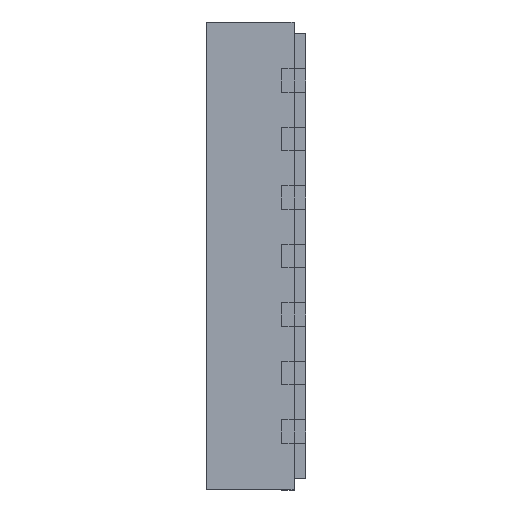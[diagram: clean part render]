
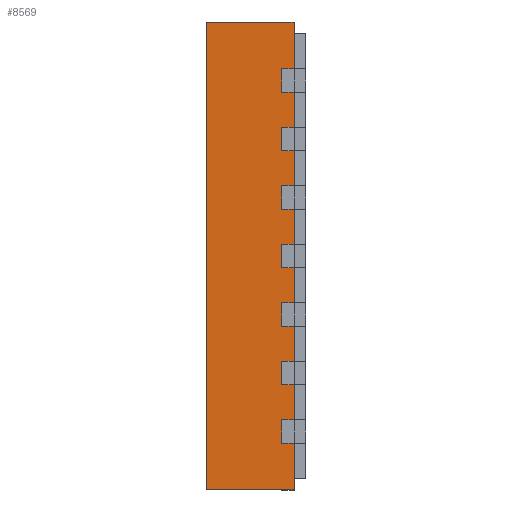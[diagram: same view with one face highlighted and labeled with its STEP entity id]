
A CAD part, left-side view. The second image highlights one B-rep face of the part: STEP entity #8569.
In plain terms, the highlighted planar face has unit normal (-1, 0, 0).
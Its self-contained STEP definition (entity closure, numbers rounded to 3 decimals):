
#1300=ORIENTED_EDGE('',*,*,#2860,.F.);
#1301=ORIENTED_EDGE('',*,*,#2861,.F.);
#1302=ORIENTED_EDGE('',*,*,#2862,.F.);
#1303=ORIENTED_EDGE('',*,*,#2845,.T.);
#1304=ORIENTED_EDGE('',*,*,#2863,.F.);
#1305=ORIENTED_EDGE('',*,*,#2864,.T.);
#1306=ORIENTED_EDGE('',*,*,#2865,.T.);
#1307=ORIENTED_EDGE('',*,*,#2866,.T.);
#1308=ORIENTED_EDGE('',*,*,#2867,.F.);
#1309=ORIENTED_EDGE('',*,*,#2868,.T.);
#1310=ORIENTED_EDGE('',*,*,#2869,.T.);
#1311=ORIENTED_EDGE('',*,*,#2870,.T.);
#1312=ORIENTED_EDGE('',*,*,#2871,.F.);
#1313=ORIENTED_EDGE('',*,*,#2872,.T.);
#1314=ORIENTED_EDGE('',*,*,#2873,.T.);
#1315=ORIENTED_EDGE('',*,*,#2874,.T.);
#1316=ORIENTED_EDGE('',*,*,#2875,.F.);
#1317=ORIENTED_EDGE('',*,*,#2876,.T.);
#1318=ORIENTED_EDGE('',*,*,#2877,.T.);
#1319=ORIENTED_EDGE('',*,*,#2878,.T.);
#1320=ORIENTED_EDGE('',*,*,#2879,.F.);
#1321=ORIENTED_EDGE('',*,*,#2880,.T.);
#1322=ORIENTED_EDGE('',*,*,#2881,.T.);
#1323=ORIENTED_EDGE('',*,*,#2882,.T.);
#1324=ORIENTED_EDGE('',*,*,#2883,.F.);
#1325=ORIENTED_EDGE('',*,*,#2884,.T.);
#1326=ORIENTED_EDGE('',*,*,#2885,.T.);
#1327=ORIENTED_EDGE('',*,*,#2886,.T.);
#1328=ORIENTED_EDGE('',*,*,#2887,.F.);
#1329=ORIENTED_EDGE('',*,*,#2888,.T.);
#1330=ORIENTED_EDGE('',*,*,#2889,.T.);
#1331=ORIENTED_EDGE('',*,*,#2890,.T.);
#2845=EDGE_CURVE('',#3710,#3708,#4483,.T.);
#2860=EDGE_CURVE('',#3724,#3725,#4498,.T.);
#2861=EDGE_CURVE('',#3726,#3724,#4499,.T.);
#2862=EDGE_CURVE('',#3710,#3726,#4500,.T.);
#2863=EDGE_CURVE('',#3727,#3708,#4501,.T.);
#2864=EDGE_CURVE('',#3727,#3728,#4502,.T.);
#2865=EDGE_CURVE('',#3728,#3729,#4503,.T.);
#2866=EDGE_CURVE('',#3729,#3730,#4504,.T.);
#2867=EDGE_CURVE('',#3731,#3730,#4505,.T.);
#2868=EDGE_CURVE('',#3731,#3732,#4506,.T.);
#2869=EDGE_CURVE('',#3732,#3733,#4507,.T.);
#2870=EDGE_CURVE('',#3733,#3734,#4508,.T.);
#2871=EDGE_CURVE('',#3735,#3734,#4509,.T.);
#2872=EDGE_CURVE('',#3735,#3736,#4510,.T.);
#2873=EDGE_CURVE('',#3736,#3737,#4511,.T.);
#2874=EDGE_CURVE('',#3737,#3738,#4512,.T.);
#2875=EDGE_CURVE('',#3739,#3738,#4513,.T.);
#2876=EDGE_CURVE('',#3739,#3740,#4514,.T.);
#2877=EDGE_CURVE('',#3740,#3741,#4515,.T.);
#2878=EDGE_CURVE('',#3741,#3742,#4516,.T.);
#2879=EDGE_CURVE('',#3743,#3742,#4517,.T.);
#2880=EDGE_CURVE('',#3743,#3744,#4518,.T.);
#2881=EDGE_CURVE('',#3744,#3745,#4519,.T.);
#2882=EDGE_CURVE('',#3745,#3746,#4520,.T.);
#2883=EDGE_CURVE('',#3747,#3746,#4521,.T.);
#2884=EDGE_CURVE('',#3747,#3748,#4522,.T.);
#2885=EDGE_CURVE('',#3748,#3749,#4523,.T.);
#2886=EDGE_CURVE('',#3749,#3750,#4524,.T.);
#2887=EDGE_CURVE('',#3751,#3750,#4525,.T.);
#2888=EDGE_CURVE('',#3751,#3752,#4526,.T.);
#2889=EDGE_CURVE('',#3752,#3753,#4527,.T.);
#2890=EDGE_CURVE('',#3753,#3725,#4528,.T.);
#3708=VERTEX_POINT('',#12383);
#3710=VERTEX_POINT('',#12386);
#3724=VERTEX_POINT('',#12416);
#3725=VERTEX_POINT('',#12417);
#3726=VERTEX_POINT('',#12419);
#3727=VERTEX_POINT('',#12422);
#3728=VERTEX_POINT('',#12424);
#3729=VERTEX_POINT('',#12426);
#3730=VERTEX_POINT('',#12428);
#3731=VERTEX_POINT('',#12430);
#3732=VERTEX_POINT('',#12432);
#3733=VERTEX_POINT('',#12434);
#3734=VERTEX_POINT('',#12436);
#3735=VERTEX_POINT('',#12438);
#3736=VERTEX_POINT('',#12440);
#3737=VERTEX_POINT('',#12442);
#3738=VERTEX_POINT('',#12444);
#3739=VERTEX_POINT('',#12446);
#3740=VERTEX_POINT('',#12448);
#3741=VERTEX_POINT('',#12450);
#3742=VERTEX_POINT('',#12452);
#3743=VERTEX_POINT('',#12454);
#3744=VERTEX_POINT('',#12456);
#3745=VERTEX_POINT('',#12458);
#3746=VERTEX_POINT('',#12460);
#3747=VERTEX_POINT('',#12462);
#3748=VERTEX_POINT('',#12464);
#3749=VERTEX_POINT('',#12466);
#3750=VERTEX_POINT('',#12468);
#3751=VERTEX_POINT('',#12470);
#3752=VERTEX_POINT('',#12472);
#3753=VERTEX_POINT('',#12474);
#4483=LINE('',#12385,#5351);
#4498=LINE('',#12415,#5366);
#4499=LINE('',#12418,#5367);
#4500=LINE('',#12420,#5368);
#4501=LINE('',#12421,#5369);
#4502=LINE('',#12423,#5370);
#4503=LINE('',#12425,#5371);
#4504=LINE('',#12427,#5372);
#4505=LINE('',#12429,#5373);
#4506=LINE('',#12431,#5374);
#4507=LINE('',#12433,#5375);
#4508=LINE('',#12435,#5376);
#4509=LINE('',#12437,#5377);
#4510=LINE('',#12439,#5378);
#4511=LINE('',#12441,#5379);
#4512=LINE('',#12443,#5380);
#4513=LINE('',#12445,#5381);
#4514=LINE('',#12447,#5382);
#4515=LINE('',#12449,#5383);
#4516=LINE('',#12451,#5384);
#4517=LINE('',#12453,#5385);
#4518=LINE('',#12455,#5386);
#4519=LINE('',#12457,#5387);
#4520=LINE('',#12459,#5388);
#4521=LINE('',#12461,#5389);
#4522=LINE('',#12463,#5390);
#4523=LINE('',#12465,#5391);
#4524=LINE('',#12467,#5392);
#4525=LINE('',#12469,#5393);
#4526=LINE('',#12471,#5394);
#4527=LINE('',#12473,#5395);
#4528=LINE('',#12475,#5396);
#5351=VECTOR('',#10364,1000.);
#5366=VECTOR('',#10381,1000.);
#5367=VECTOR('',#10382,1000.);
#5368=VECTOR('',#10383,1000.);
#5369=VECTOR('',#10384,1000.);
#5370=VECTOR('',#10385,1000.);
#5371=VECTOR('',#10386,1000.);
#5372=VECTOR('',#10387,1000.);
#5373=VECTOR('',#10388,1000.);
#5374=VECTOR('',#10389,1000.);
#5375=VECTOR('',#10390,1000.);
#5376=VECTOR('',#10391,1000.);
#5377=VECTOR('',#10392,1000.);
#5378=VECTOR('',#10393,1000.);
#5379=VECTOR('',#10394,1000.);
#5380=VECTOR('',#10395,1000.);
#5381=VECTOR('',#10396,1000.);
#5382=VECTOR('',#10397,1000.);
#5383=VECTOR('',#10398,1000.);
#5384=VECTOR('',#10399,1000.);
#5385=VECTOR('',#10400,1000.);
#5386=VECTOR('',#10401,1000.);
#5387=VECTOR('',#10402,1000.);
#5388=VECTOR('',#10403,1000.);
#5389=VECTOR('',#10404,1000.);
#5390=VECTOR('',#10405,1000.);
#5391=VECTOR('',#10406,1000.);
#5392=VECTOR('',#10407,1000.);
#5393=VECTOR('',#10408,1000.);
#5394=VECTOR('',#10409,1000.);
#5395=VECTOR('',#10410,1000.);
#5396=VECTOR('',#10411,1000.);
#6007=EDGE_LOOP('',(#1300,#1301,#1302,#1303,#1304,#1305,#1306,#1307,#1308,
#1309,#1310,#1311,#1312,#1313,#1314,#1315,#1316,#1317,#1318,#1319,#1320,
#1321,#1322,#1323,#1324,#1325,#1326,#1327,#1328,#1329,#1330,#1331));
#6395=FACE_BOUND('',#6007,.T.);
#6742=PLANE('',#9091);
#8569=ADVANCED_FACE('',(#6395),#6742,.F.);
#9091=AXIS2_PLACEMENT_3D('',#12414,#10379,#10380);
#10364=DIRECTION('',(0.,-1.,0.));
#10379=DIRECTION('',(1.,0.,0.));
#10380=DIRECTION('',(0.,0.,-1.));
#10381=DIRECTION('',(0.,0.,-1.));
#10382=DIRECTION('',(0.,-1.,0.));
#10383=DIRECTION('',(0.,0.,1.));
#10384=DIRECTION('',(0.,0.,-1.));
#10385=DIRECTION('',(0.,1.,0.));
#10386=DIRECTION('',(0.,0.,1.));
#10387=DIRECTION('',(0.,-1.,0.));
#10388=DIRECTION('',(0.,0.,-1.));
#10389=DIRECTION('',(0.,1.,0.));
#10390=DIRECTION('',(0.,0.,1.));
#10391=DIRECTION('',(0.,-1.,0.));
#10392=DIRECTION('',(0.,0.,-1.));
#10393=DIRECTION('',(0.,1.,0.));
#10394=DIRECTION('',(0.,0.,1.));
#10395=DIRECTION('',(0.,-1.,0.));
#10396=DIRECTION('',(0.,0.,-1.));
#10397=DIRECTION('',(0.,1.,0.));
#10398=DIRECTION('',(0.,0.,1.));
#10399=DIRECTION('',(0.,-1.,0.));
#10400=DIRECTION('',(0.,0.,-1.));
#10401=DIRECTION('',(0.,1.,0.));
#10402=DIRECTION('',(0.,0.,1.));
#10403=DIRECTION('',(0.,-1.,0.));
#10404=DIRECTION('',(0.,0.,-1.));
#10405=DIRECTION('',(0.,1.,0.));
#10406=DIRECTION('',(0.,0.,1.));
#10407=DIRECTION('',(0.,-1.,0.));
#10408=DIRECTION('',(0.,0.,-1.));
#10409=DIRECTION('',(0.,1.,0.));
#10410=DIRECTION('',(0.,0.,1.));
#10411=DIRECTION('',(0.,-1.,0.));
#12383=CARTESIAN_POINT('',(-2.5,0.1,-2.));
#12385=CARTESIAN_POINT('',(-2.5,0.85,-2.));
#12386=CARTESIAN_POINT('',(-2.5,0.85,-2.));
#12414=CARTESIAN_POINT('',(-2.5,0.85,-2.));
#12415=CARTESIAN_POINT('',(-2.5,0.1,-2.));
#12416=CARTESIAN_POINT('',(-2.5,0.1,2.));
#12417=CARTESIAN_POINT('',(-2.5,0.1,1.6));
#12418=CARTESIAN_POINT('',(-2.5,0.85,2.));
#12419=CARTESIAN_POINT('',(-2.5,0.85,2.));
#12420=CARTESIAN_POINT('',(-2.5,0.85,-2.));
#12421=CARTESIAN_POINT('',(-2.5,0.1,-2.));
#12422=CARTESIAN_POINT('',(-2.5,0.1,-1.6));
#12423=CARTESIAN_POINT('',(-2.5,0.85,-1.6));
#12424=CARTESIAN_POINT('',(-2.5,0.203,-1.6));
#12425=CARTESIAN_POINT('',(-2.5,0.203,-1.6));
#12426=CARTESIAN_POINT('',(-2.5,0.203,-1.4));
#12427=CARTESIAN_POINT('',(-2.5,0.85,-1.4));
#12428=CARTESIAN_POINT('',(-2.5,0.1,-1.4));
#12429=CARTESIAN_POINT('',(-2.5,0.1,-2.));
#12430=CARTESIAN_POINT('',(-2.5,0.1,-1.1));
#12431=CARTESIAN_POINT('',(-2.5,0.85,-1.1));
#12432=CARTESIAN_POINT('',(-2.5,0.203,-1.1));
#12433=CARTESIAN_POINT('',(-2.5,0.203,-1.1));
#12434=CARTESIAN_POINT('',(-2.5,0.203,-0.9));
#12435=CARTESIAN_POINT('',(-2.5,0.85,-0.9));
#12436=CARTESIAN_POINT('',(-2.5,0.1,-0.9));
#12437=CARTESIAN_POINT('',(-2.5,0.1,-2.));
#12438=CARTESIAN_POINT('',(-2.5,0.1,-0.6));
#12439=CARTESIAN_POINT('',(-2.5,0.85,-0.6));
#12440=CARTESIAN_POINT('',(-2.5,0.203,-0.6));
#12441=CARTESIAN_POINT('',(-2.5,0.203,-0.6));
#12442=CARTESIAN_POINT('',(-2.5,0.203,-0.4));
#12443=CARTESIAN_POINT('',(-2.5,0.85,-0.4));
#12444=CARTESIAN_POINT('',(-2.5,0.1,-0.4));
#12445=CARTESIAN_POINT('',(-2.5,0.1,-2.));
#12446=CARTESIAN_POINT('',(-2.5,0.1,-0.1));
#12447=CARTESIAN_POINT('',(-2.5,0.85,-0.1));
#12448=CARTESIAN_POINT('',(-2.5,0.203,-0.1));
#12449=CARTESIAN_POINT('',(-2.5,0.203,0.1));
#12450=CARTESIAN_POINT('',(-2.5,0.203,0.1));
#12451=CARTESIAN_POINT('',(-2.5,0.85,0.1));
#12452=CARTESIAN_POINT('',(-2.5,0.1,0.1));
#12453=CARTESIAN_POINT('',(-2.5,0.1,-2.));
#12454=CARTESIAN_POINT('',(-2.5,0.1,0.4));
#12455=CARTESIAN_POINT('',(-2.5,0.85,0.4));
#12456=CARTESIAN_POINT('',(-2.5,0.203,0.4));
#12457=CARTESIAN_POINT('',(-2.5,0.203,0.6));
#12458=CARTESIAN_POINT('',(-2.5,0.203,0.6));
#12459=CARTESIAN_POINT('',(-2.5,0.85,0.6));
#12460=CARTESIAN_POINT('',(-2.5,0.1,0.6));
#12461=CARTESIAN_POINT('',(-2.5,0.1,-2.));
#12462=CARTESIAN_POINT('',(-2.5,0.1,0.9));
#12463=CARTESIAN_POINT('',(-2.5,0.85,0.9));
#12464=CARTESIAN_POINT('',(-2.5,0.203,0.9));
#12465=CARTESIAN_POINT('',(-2.5,0.203,1.1));
#12466=CARTESIAN_POINT('',(-2.5,0.203,1.1));
#12467=CARTESIAN_POINT('',(-2.5,0.85,1.1));
#12468=CARTESIAN_POINT('',(-2.5,0.1,1.1));
#12469=CARTESIAN_POINT('',(-2.5,0.1,-2.));
#12470=CARTESIAN_POINT('',(-2.5,0.1,1.4));
#12471=CARTESIAN_POINT('',(-2.5,0.85,1.4));
#12472=CARTESIAN_POINT('',(-2.5,0.203,1.4));
#12473=CARTESIAN_POINT('',(-2.5,0.203,1.6));
#12474=CARTESIAN_POINT('',(-2.5,0.203,1.6));
#12475=CARTESIAN_POINT('',(-2.5,0.85,1.6));
